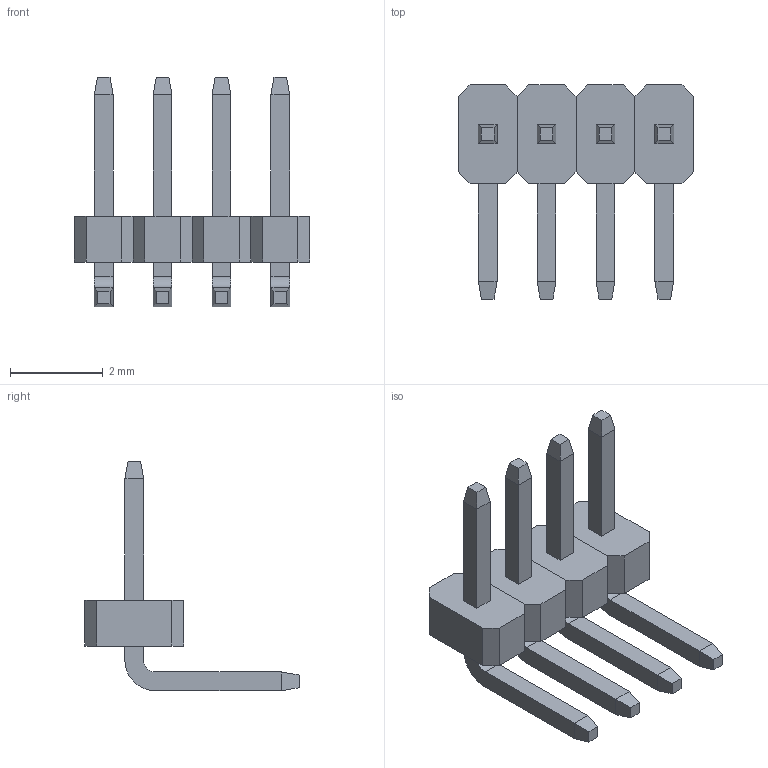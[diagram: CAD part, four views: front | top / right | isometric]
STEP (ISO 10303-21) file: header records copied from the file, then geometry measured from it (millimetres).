
FILE_DESCRIPTION (( 'STEP AP214' ), '1' );
FILE_NAME ('GRPB041VWCN-RC.STEP', '2024-10-11T04:43:34', ( '' ), ( '' ), 'SwSTEP 2.0', 'SolidWorks 2021', '' );
FILE_SCHEMA (( 'AUTOMOTIVE_DESIGN' ));
Length unit declared in the file: inch
Products named in the file (3): GRPB041VWCN-RC_GRPB04; Pin - Gold; GRPB041VWCN-RC
Assembly tree (5 placements, depth 2):
  GRPB041VWCN-RC
    GRPB041VWCN-RC_GRPB04
    Pin - Gold  x4
Bounding box: 5.08 x 4.62 x 4.95 mm (x, y, z)
Volume: 14.8 mm3; surface area: 102.9 mm2
Topology: 8 solids, 8 shells, 128 faces, 304 edges, 192 vertices
Faces by surface type: plane 120, cylinder 8
Entity records: 2345 total; most frequent: CARTESIAN_POINT 386, ORIENTED_EDGE 368, DIRECTION 352, EDGE_CURVE 184, LINE 180, VECTOR 180, VERTEX_POINT 120, AXIS2_PLACEMENT_3D 86
